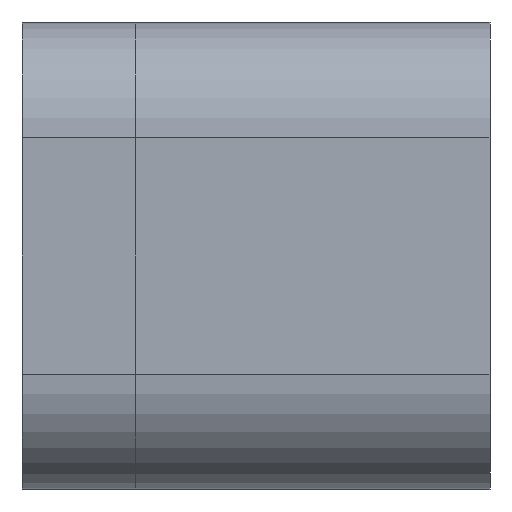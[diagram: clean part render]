
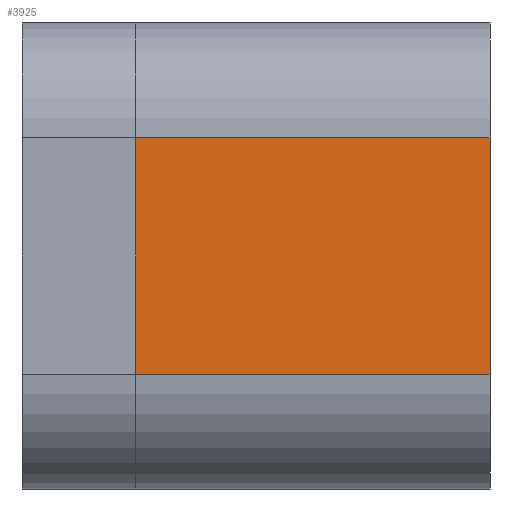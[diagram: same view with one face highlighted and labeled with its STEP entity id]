
A CAD part, left-side view. The second image highlights one B-rep face of the part: STEP entity #3925.
In plain terms, the highlighted face is planar.
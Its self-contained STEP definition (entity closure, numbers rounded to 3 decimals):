
#3780=CARTESIAN_POINT('',(0.,0.0,6.2));
#3781=VERTEX_POINT('',#3780);
#3789=CARTESIAN_POINT('',(0.,0.0,18.9));
#3790=VERTEX_POINT('',#3789);
#3791=CARTESIAN_POINT('',(0.,0.0,18.9));
#3792=DIRECTION('',(0.0,0.0,-1.0));
#3793=VECTOR('',#3792,12.7);
#3794=LINE('',#3791,#3793);
#3795=EDGE_CURVE('',#3790,#3781,#3794,.T.);
#3839=CARTESIAN_POINT('',(0.,19.05,6.2));
#3840=VERTEX_POINT('',#3839);
#3848=CARTESIAN_POINT('',(0.,19.05,6.2));
#3849=DIRECTION('',(0.0,-1.0,0.0));
#3850=VECTOR('',#3849,19.05);
#3851=LINE('',#3848,#3850);
#3852=EDGE_CURVE('',#3840,#3781,#3851,.T.);
#3889=CARTESIAN_POINT('',(0.,19.05,18.9));
#3890=VERTEX_POINT('',#3889);
#3900=CARTESIAN_POINT('',(0.,0.0,18.9));
#3901=DIRECTION('',(0.0,1.0,0.0));
#3902=VECTOR('',#3901,19.05);
#3903=LINE('',#3900,#3902);
#3904=EDGE_CURVE('',#3790,#3890,#3903,.T.);
#3909=CARTESIAN_POINT('',(0.,0.0,25.1));
#3910=DIRECTION('',(1.0,0.0,0.0));
#3911=DIRECTION('',(0.0,0.0,-1.0));
#3912=AXIS2_PLACEMENT_3D('',#3909,#3910,#3911);
#3913=PLANE('',#3912);
#3914=ORIENTED_EDGE('',*,*,#3852,.F.);
#3915=CARTESIAN_POINT('',(0.,19.05,18.9));
#3916=DIRECTION('',(0.0,0.0,-1.0));
#3917=VECTOR('',#3916,12.7);
#3918=LINE('',#3915,#3917);
#3919=EDGE_CURVE('',#3890,#3840,#3918,.T.);
#3920=ORIENTED_EDGE('',*,*,#3919,.F.);
#3921=ORIENTED_EDGE('',*,*,#3904,.F.);
#3922=ORIENTED_EDGE('',*,*,#3795,.T.);
#3923=EDGE_LOOP('',(#3914,#3920,#3921,#3922));
#3924=FACE_OUTER_BOUND('',#3923,.T.);
#3925=ADVANCED_FACE('',(#3924),#3913,.T.);
